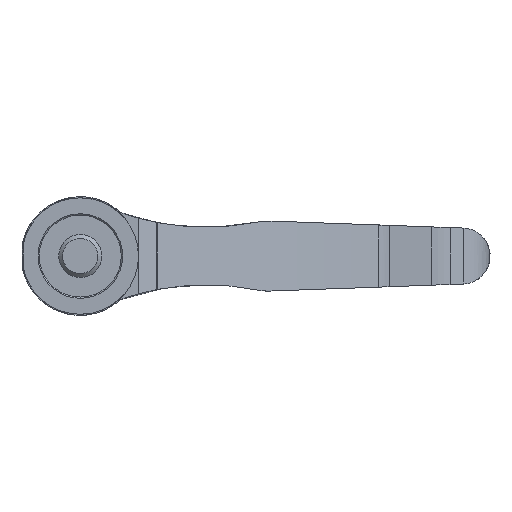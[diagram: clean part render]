
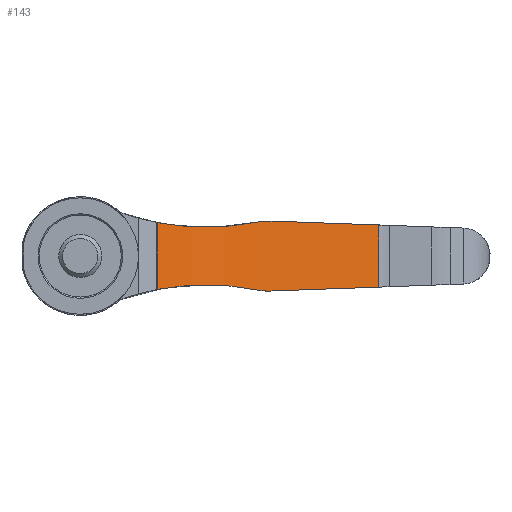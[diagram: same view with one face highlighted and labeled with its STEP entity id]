
A CAD part, front view. The second image highlights one B-rep face of the part: STEP entity #143.
In plain terms, the highlighted cylindrical face has radius 252.32 mm (diameter 504.64 mm), a partial arc.
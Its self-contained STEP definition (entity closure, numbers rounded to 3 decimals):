
#143 = ADVANCED_FACE( '', ( #315 ), #316, .F. );
#315 = FACE_OUTER_BOUND( '', #515, .T. );
#316 = CYLINDRICAL_SURFACE( '', #516, 252.32 );
#515 = EDGE_LOOP( '', ( #856, #857, #858, #859, #860, #861, #862, #863 ) );
#516 = AXIS2_PLACEMENT_3D( '', #864, #865, #866 );
#856 = ORIENTED_EDGE( '', *, *, #1252, .T. );
#857 = ORIENTED_EDGE( '', *, *, #1207, .F. );
#858 = ORIENTED_EDGE( '', *, *, #1181, .T. );
#859 = ORIENTED_EDGE( '', *, *, #1253, .T. );
#860 = ORIENTED_EDGE( '', *, *, #1243, .F. );
#861 = ORIENTED_EDGE( '', *, *, #1254, .T. );
#862 = ORIENTED_EDGE( '', *, *, #1255, .T. );
#863 = ORIENTED_EDGE( '', *, *, #1256, .F. );
#864 = CARTESIAN_POINT( '', ( 132.162, -195.671, 27.5 ) );
#865 = DIRECTION( '', ( 0., 0., 1. ) );
#866 = DIRECTION( '', ( -1., 0., 0. ) );
#1181 = EDGE_CURVE( '', #1419, #1420, #1421, .T. );
#1207 = EDGE_CURVE( '', #1419, #1463, #1464, .T. );
#1243 = EDGE_CURVE( '', #1517, #1519, #1520, .T. );
#1252 = EDGE_CURVE( '', #1530, #1463, #1531, .T. );
#1253 = EDGE_CURVE( '', #1420, #1519, #1532, .F. );
#1254 = EDGE_CURVE( '', #1517, #1533, #1534, .F. );
#1255 = EDGE_CURVE( '', #1533, #1535, #1536, .T. );
#1256 = EDGE_CURVE( '', #1530, #1535, #1537, .T. );
#1419 = VERTEX_POINT( '', #1936 );
#1420 = VERTEX_POINT( '', #1937 );
#1421 = B_SPLINE_CURVE_WITH_KNOTS( '', 3, ( #1938, #1939, #1940, #1941 ), .UNSPECIFIED., .F., .F., ( 4, 4 ), ( 0., 0.003 ), .UNSPECIFIED. );
#1463 = VERTEX_POINT( '', #1998 );
#1464 = B_SPLINE_CURVE_WITH_KNOTS( '', 3, ( #1999, #2000, #2001, #2002, #2003, #2004 ), .UNSPECIFIED., .F., .F., ( 4, 2, 4 ), ( 0., 0.013, 0.025 ), .UNSPECIFIED. );
#1517 = VERTEX_POINT( '', #2106 );
#1519 = VERTEX_POINT( '', #2108 );
#1520 = LINE( '', #2109, #2110 );
#1530 = VERTEX_POINT( '', #2121 );
#1531 = LINE( '', #2122, #2123 );
#1532 = ELLIPSE( '', #2124, 252.486, 252.32 );
#1533 = VERTEX_POINT( '', #2125 );
#1534 = ELLIPSE( '', #2126, 252.486, 252.32 );
#1535 = VERTEX_POINT( '', #2127 );
#1536 = B_SPLINE_CURVE_WITH_KNOTS( '', 3, ( #2128, #2129, #2130, #2131 ), .UNSPECIFIED., .F., .F., ( 4, 4 ), ( 0., 0.003 ), .UNSPECIFIED. );
#1537 = B_SPLINE_CURVE_WITH_KNOTS( '', 3, ( #2132, #2133, #2134, #2135, #2136, #2137 ), .UNSPECIFIED., .F., .F., ( 4, 2, 4 ), ( 0., 0.013, 0.025 ), .UNSPECIFIED. );
#1936 = CARTESIAN_POINT( '', ( 41.13, 39.656, -7.875 ) );
#1937 = CARTESIAN_POINT( '', ( 43.967, 40.734, -8.117 ) );
#1938 = CARTESIAN_POINT( '', ( 41.13, 39.656, -7.875 ) );
#1939 = CARTESIAN_POINT( '', ( 42.065, 40.017, -8.071 ) );
#1940 = CARTESIAN_POINT( '', ( 43.011, 40.377, -8.152 ) );
#1941 = CARTESIAN_POINT( '', ( 43.967, 40.734, -8.117 ) );
#1998 = CARTESIAN_POINT( '', ( 17.866, 29.278, -7.733 ) );
#1999 = CARTESIAN_POINT( '', ( 41.13, 39.656, -7.875 ) );
#2000 = CARTESIAN_POINT( '', ( 37.17, 38.124, -7.043 ) );
#2001 = CARTESIAN_POINT( '', ( 33.25, 36.493, -6.645 ) );
#2002 = CARTESIAN_POINT( '', ( 25.496, 33.033, -6.616 ) );
#2003 = CARTESIAN_POINT( '', ( 21.66, 31.205, -6.984 ) );
#2004 = CARTESIAN_POINT( '', ( 17.866, 29.278, -7.733 ) );
#2106 = CARTESIAN_POINT( '', ( 69.134, 48.65, 7.203 ) );
#2108 = CARTESIAN_POINT( '', ( 69.134, 48.65, -7.203 ) );
#2109 = CARTESIAN_POINT( '', ( 69.134, 48.65, 27.5 ) );
#2110 = VECTOR( '', #2458, 1000. );
#2121 = CARTESIAN_POINT( '', ( 17.866, 29.278, 7.733 ) );
#2122 = CARTESIAN_POINT( '', ( 17.866, 29.278, 27.5 ) );
#2123 = VECTOR( '', #2472, 1000. );
#2124 = AXIS2_PLACEMENT_3D( '', #2473, #2474, #2475 );
#2125 = CARTESIAN_POINT( '', ( 43.967, 40.734, 8.117 ) );
#2126 = AXIS2_PLACEMENT_3D( '', #2476, #2477, #2478 );
#2127 = CARTESIAN_POINT( '', ( 41.13, 39.656, 7.875 ) );
#2128 = CARTESIAN_POINT( '', ( 43.967, 40.734, 8.117 ) );
#2129 = CARTESIAN_POINT( '', ( 43.011, 40.377, 8.152 ) );
#2130 = CARTESIAN_POINT( '', ( 42.065, 40.017, 8.071 ) );
#2131 = CARTESIAN_POINT( '', ( 41.13, 39.656, 7.875 ) );
#2132 = CARTESIAN_POINT( '', ( 17.866, 29.278, 7.733 ) );
#2133 = CARTESIAN_POINT( '', ( 21.66, 31.205, 6.984 ) );
#2134 = CARTESIAN_POINT( '', ( 25.496, 33.033, 6.616 ) );
#2135 = CARTESIAN_POINT( '', ( 33.25, 36.493, 6.645 ) );
#2136 = CARTESIAN_POINT( '', ( 37.17, 38.124, 7.043 ) );
#2137 = CARTESIAN_POINT( '', ( 41.13, 39.656, 7.875 ) );
#2458 = DIRECTION( '', ( 0., 0., -1. ) );
#2472 = DIRECTION( '', ( 0., 0., -1. ) );
#2473 = CARTESIAN_POINT( '', ( 132.162, -195.671, -4.914 ) );
#2474 = DIRECTION( '', ( -0.036, 0., 0.999 ) );
#2475 = DIRECTION( '', ( -0.999, 0., -0.036 ) );
#2476 = CARTESIAN_POINT( '', ( 132.162, -195.671, 4.914 ) );
#2477 = DIRECTION( '', ( -0.036, 0., -0.999 ) );
#2478 = DIRECTION( '', ( 0.999, 0., -0.036 ) );
